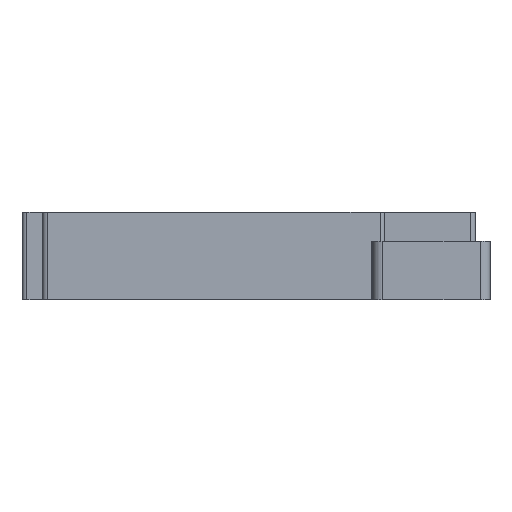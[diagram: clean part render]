
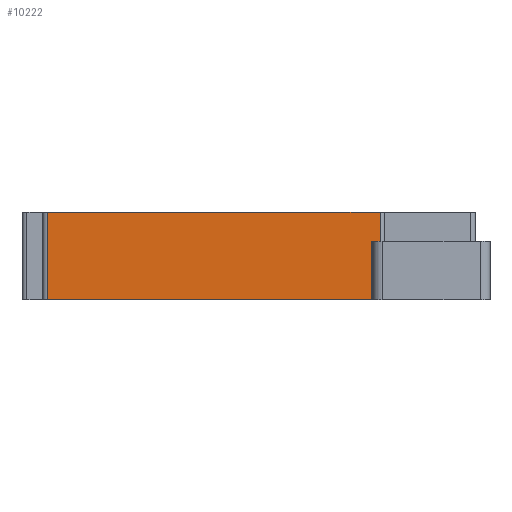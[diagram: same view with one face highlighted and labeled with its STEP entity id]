
A CAD part, left-side view. The second image highlights one B-rep face of the part: STEP entity #10222.
In plain terms, the highlighted planar face has unit normal (-1, 0, 0).
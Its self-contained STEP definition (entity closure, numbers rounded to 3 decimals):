
#9956 = VERTEX_POINT('',#9957);
#9957 = CARTESIAN_POINT('',(-66.15,-42.575,3.));
#9964 = EDGE_CURVE('',#9965,#9956,#9967,.T.);
#9965 = VERTEX_POINT('',#9966);
#9966 = CARTESIAN_POINT('',(-66.15,-40.9,3.));
#9967 = LINE('',#9968,#9969);
#9968 = CARTESIAN_POINT('',(-66.15,-40.9,3.));
#9969 = VECTOR('',#9970,1.);
#9970 = DIRECTION('',(0.,-1.,0.));
#10178 = EDGE_CURVE('',#9956,#10179,#10181,.T.);
#10179 = VERTEX_POINT('',#10180);
#10180 = CARTESIAN_POINT('',(-66.15,-42.575,9.));
#10181 = LINE('',#10182,#10183);
#10182 = CARTESIAN_POINT('',(-66.15,-42.575,3.));
#10183 = VECTOR('',#10184,1.);
#10184 = DIRECTION('',(0.,0.,1.));
#10222 = ADVANCED_FACE('',(#10223),#10257,.T.);
#10223 = FACE_BOUND('',#10224,.T.);
#10224 = EDGE_LOOP('',(#10225,#10226,#10227,#10235,#10243,#10251));
#10225 = ORIENTED_EDGE('',*,*,#9964,.T.);
#10226 = ORIENTED_EDGE('',*,*,#10178,.T.);
#10227 = ORIENTED_EDGE('',*,*,#10228,.T.);
#10228 = EDGE_CURVE('',#10179,#10229,#10231,.T.);
#10229 = VERTEX_POINT('',#10230);
#10230 = CARTESIAN_POINT('',(-66.15,25.55,9.));
#10231 = LINE('',#10232,#10233);
#10232 = CARTESIAN_POINT('',(-66.15,-43.575,9.));
#10233 = VECTOR('',#10234,1.);
#10234 = DIRECTION('',(0.,1.,0.));
#10235 = ORIENTED_EDGE('',*,*,#10236,.T.);
#10236 = EDGE_CURVE('',#10229,#10237,#10239,.T.);
#10237 = VERTEX_POINT('',#10238);
#10238 = CARTESIAN_POINT('',(-66.15,25.55,-9.));
#10239 = LINE('',#10240,#10241);
#10240 = CARTESIAN_POINT('',(-66.15,25.55,9.));
#10241 = VECTOR('',#10242,1.);
#10242 = DIRECTION('',(0.,0.,-1.));
#10243 = ORIENTED_EDGE('',*,*,#10244,.F.);
#10244 = EDGE_CURVE('',#10245,#10237,#10247,.T.);
#10245 = VERTEX_POINT('',#10246);
#10246 = CARTESIAN_POINT('',(-66.15,-40.9,-9.));
#10247 = LINE('',#10248,#10249);
#10248 = CARTESIAN_POINT('',(-66.15,-41.1,-9.));
#10249 = VECTOR('',#10250,1.);
#10250 = DIRECTION('',(0.,1.,0.));
#10251 = ORIENTED_EDGE('',*,*,#10252,.T.);
#10252 = EDGE_CURVE('',#10245,#9965,#10253,.T.);
#10253 = LINE('',#10254,#10255);
#10254 = CARTESIAN_POINT('',(-66.15,-40.9,-9.));
#10255 = VECTOR('',#10256,1.);
#10256 = DIRECTION('',(0.,0.,1.));
#10257 = PLANE('',#10258);
#10258 = AXIS2_PLACEMENT_3D('',#10259,#10260,#10261);
#10259 = CARTESIAN_POINT('',(-66.15,-8.344,0.169));
#10260 = DIRECTION('',(-1.,-0.,-0.));
#10261 = DIRECTION('',(0.,0.,-1.));
